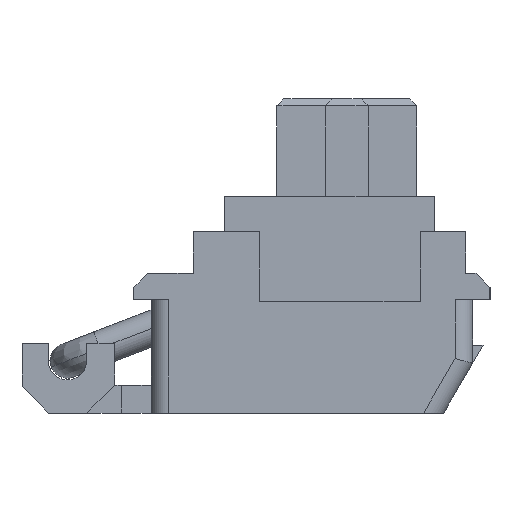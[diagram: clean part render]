
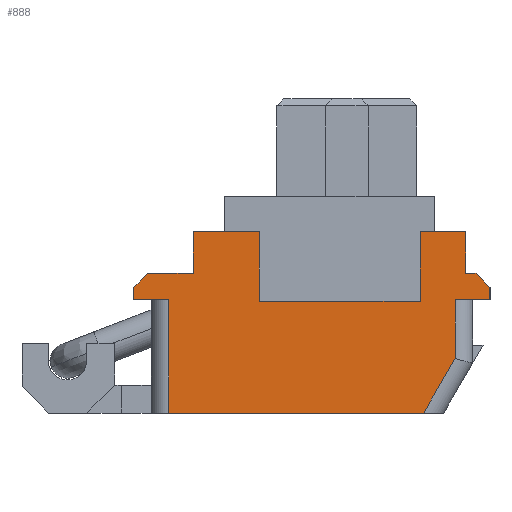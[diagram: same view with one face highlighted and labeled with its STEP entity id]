
A CAD part, left-side view. The second image highlights one B-rep face of the part: STEP entity #888.
In plain terms, the highlighted planar face has unit normal (-1, 0, 0).
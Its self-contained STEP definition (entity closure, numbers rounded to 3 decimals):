
#259=B_SPLINE_CURVE_WITH_KNOTS('',1,(#7211,#7212),.UNSPECIFIED.,.F.,.F.,
(2,2),(0.,3.25),.UNSPECIFIED.);
#260=B_SPLINE_CURVE_WITH_KNOTS('',1,(#7213,#7214),.UNSPECIFIED.,.F.,.F.,
(2,2),(0.,1.),.UNSPECIFIED.);
#261=B_SPLINE_CURVE_WITH_KNOTS('',1,(#7215,#7216),.UNSPECIFIED.,.F.,.F.,
(2,2),(0.,0.35),.UNSPECIFIED.);
#262=B_SPLINE_CURVE_WITH_KNOTS('',1,(#7217,#7218),.UNSPECIFIED.,.F.,.F.,
(2,2),(0.,1.3),.UNSPECIFIED.);
#263=B_SPLINE_CURVE_WITH_KNOTS('',1,(#7219,#7220),.UNSPECIFIED.,.F.,.F.,
(2,2),(0.,1.2),.UNSPECIFIED.);
#264=B_SPLINE_CURVE_WITH_KNOTS('',1,(#7221,#7222),.UNSPECIFIED.,.F.,.F.,
(2,2),(0.,1.9),.UNSPECIFIED.);
#265=B_SPLINE_CURVE_WITH_KNOTS('',1,(#7223,#7224),.UNSPECIFIED.,.F.,.F.,
(2,2),(0.,2.),.UNSPECIFIED.);
#266=B_SPLINE_CURVE_WITH_KNOTS('',1,(#7225,#7226),.UNSPECIFIED.,.F.,.F.,
(2,2),(0.,4.6),.UNSPECIFIED.);
#267=B_SPLINE_CURVE_WITH_KNOTS('',1,(#7227,#7228),.UNSPECIFIED.,.F.,.F.,
(2,2),(0.,2.),.UNSPECIFIED.);
#268=B_SPLINE_CURVE_WITH_KNOTS('',1,(#7229,#7230),.UNSPECIFIED.,.F.,.F.,
(2,2),(0.,1.3),.UNSPECIFIED.);
#269=B_SPLINE_CURVE_WITH_KNOTS('',1,(#7231,#7232),.UNSPECIFIED.,.F.,.F.,
(2,2),(1.6,1.95),.UNSPECIFIED.);
#270=B_SPLINE_CURVE_WITH_KNOTS('',1,(#7233,#7234),.UNSPECIFIED.,.F.,.F.,
(2,2),(1.903,9.2),.UNSPECIFIED.);
#271=B_SPLINE_CURVE_WITH_KNOTS('',1,(#7235,#7236),.UNSPECIFIED.,.F.,.F.,
(2,2),(0.,0.3),.UNSPECIFIED.);
#272=B_SPLINE_CURVE_WITH_KNOTS('',1,(#7237,#7238),.UNSPECIFIED.,.F.,.F.,
(2,2),(0.,1.),.UNSPECIFIED.);
#273=B_SPLINE_CURVE_WITH_KNOTS('',1,(#7239,#7240),.UNSPECIFIED.,.F.,.F.,
(2,2),(0.,1.686),.UNSPECIFIED.);
#274=B_SPLINE_CURVE_WITH_KNOTS('',1,(#7241,#7242),.UNSPECIFIED.,.F.,.F.,
(2,2),(0.,1.2),.UNSPECIFIED.);
#445=B_SPLINE_CURVE_WITH_KNOTS('',1,(#7653,#7654),.UNSPECIFIED.,.F.,.F.,
(2,2),(0.,0.566),.UNSPECIFIED.);
#497=B_SPLINE_CURVE_WITH_KNOTS('',1,(#7757,#7758),.UNSPECIFIED.,.F.,.F.,
(2,2),(-0.566,0.),.UNSPECIFIED.);
#888=ADVANCED_FACE('',(#1192),#4794,.T.);
#1192=FACE_OUTER_BOUND('',#1496,.T.);
#1496=EDGE_LOOP('',(#2232,#2233,#2234,#2235,#2236,#2237,#2238,#2239,#2240,
#2241,#2242,#2243,#2244,#2245,#2246,#2247,#2248,#2249,#2250));
#2232=ORIENTED_EDGE('',*,*,#3597,.F.);
#2233=ORIENTED_EDGE('',*,*,#3596,.F.);
#2234=ORIENTED_EDGE('',*,*,#3595,.F.);
#2235=ORIENTED_EDGE('',*,*,#3594,.F.);
#2236=ORIENTED_EDGE('',*,*,#3593,.F.);
#2237=ORIENTED_EDGE('',*,*,#3592,.F.);
#2238=ORIENTED_EDGE('',*,*,#3591,.F.);
#2239=ORIENTED_EDGE('',*,*,#3842,.F.);
#2240=ORIENTED_EDGE('',*,*,#3590,.F.);
#2241=ORIENTED_EDGE('',*,*,#3589,.F.);
#2242=ORIENTED_EDGE('',*,*,#3588,.F.);
#2243=ORIENTED_EDGE('',*,*,#3599,.F.);
#2244=ORIENTED_EDGE('',*,*,#3659,.T.);
#2245=ORIENTED_EDGE('',*,*,#3602,.F.);
#2246=ORIENTED_EDGE('',*,*,#3601,.F.);
#2247=ORIENTED_EDGE('',*,*,#3598,.F.);
#2248=ORIENTED_EDGE('',*,*,#3790,.F.);
#2249=ORIENTED_EDGE('',*,*,#3600,.F.);
#2250=ORIENTED_EDGE('',*,*,#3603,.F.);
#3588=EDGE_CURVE('',#4350,#4351,#259,.T.);
#3589=EDGE_CURVE('',#4351,#4352,#260,.T.);
#3590=EDGE_CURVE('',#4352,#4353,#261,.T.);
#3591=EDGE_CURVE('',#4354,#4355,#262,.T.);
#3592=EDGE_CURVE('',#4355,#4356,#263,.T.);
#3593=EDGE_CURVE('',#4356,#4357,#264,.T.);
#3594=EDGE_CURVE('',#4357,#4358,#265,.T.);
#3595=EDGE_CURVE('',#4358,#4359,#266,.T.);
#3596=EDGE_CURVE('',#4359,#4360,#267,.T.);
#3597=EDGE_CURVE('',#4360,#4361,#268,.T.);
#3598=EDGE_CURVE('',#4364,#4365,#269,.T.);
#3599=EDGE_CURVE('',#4368,#4350,#270,.T.);
#3600=EDGE_CURVE('',#4362,#4363,#271,.T.);
#3601=EDGE_CURVE('',#4365,#4366,#272,.T.);
#3602=EDGE_CURVE('',#4366,#4367,#273,.T.);
#3603=EDGE_CURVE('',#4361,#4362,#274,.T.);
#3659=EDGE_CURVE('',#4368,#4367,#4158,.T.);
#3790=EDGE_CURVE('',#4363,#4364,#445,.T.);
#3842=EDGE_CURVE('',#4353,#4354,#497,.T.);
#4158=(
BOUNDED_CURVE()
B_SPLINE_CURVE(1,(#7367,#7368),.UNSPECIFIED.,.F.,.F.)
B_SPLINE_CURVE_WITH_KNOTS((2,2),(-0.231,1.575),
 .UNSPECIFIED.)
CURVE()
GEOMETRIC_REPRESENTATION_ITEM()
RATIONAL_B_SPLINE_CURVE((1.,1.))
REPRESENTATION_ITEM('')
);
#4350=VERTEX_POINT('',#7037);
#4351=VERTEX_POINT('',#7038);
#4352=VERTEX_POINT('',#7039);
#4353=VERTEX_POINT('',#7040);
#4354=VERTEX_POINT('',#7041);
#4355=VERTEX_POINT('',#7042);
#4356=VERTEX_POINT('',#7043);
#4357=VERTEX_POINT('',#7044);
#4358=VERTEX_POINT('',#7045);
#4359=VERTEX_POINT('',#7046);
#4360=VERTEX_POINT('',#7047);
#4361=VERTEX_POINT('',#7048);
#4362=VERTEX_POINT('',#7049);
#4363=VERTEX_POINT('',#7050);
#4364=VERTEX_POINT('',#7051);
#4365=VERTEX_POINT('',#7052);
#4366=VERTEX_POINT('',#7053);
#4367=VERTEX_POINT('',#7054);
#4368=VERTEX_POINT('',#7055);
#4794=PLANE('',#5192);
#5192=AXIS2_PLACEMENT_3D('',#6938,#5495,$);
#5495=DIRECTION('',(-1.,0.,0.));
#6938=CARTESIAN_POINT('',(52.225,63.798,4.748));
#7037=CARTESIAN_POINT('',(52.225,73.1,4.8));
#7038=CARTESIAN_POINT('',(52.225,73.1,8.05));
#7039=CARTESIAN_POINT('',(52.225,74.1,8.05));
#7040=CARTESIAN_POINT('',(52.225,74.1,8.4));
#7041=CARTESIAN_POINT('',(52.225,73.7,8.8));
#7042=CARTESIAN_POINT('',(52.225,72.4,8.8));
#7043=CARTESIAN_POINT('',(52.225,72.4,10.));
#7044=CARTESIAN_POINT('',(52.225,70.5,10.));
#7045=CARTESIAN_POINT('',(52.225,70.5,8.));
#7046=CARTESIAN_POINT('',(52.225,65.9,8.));
#7047=CARTESIAN_POINT('',(52.225,65.9,10.));
#7048=CARTESIAN_POINT('',(52.225,64.6,10.));
#7049=CARTESIAN_POINT('',(52.225,64.6,8.8));
#7050=CARTESIAN_POINT('',(52.225,64.3,8.8));
#7051=CARTESIAN_POINT('',(52.225,63.9,8.4));
#7052=CARTESIAN_POINT('',(52.225,63.9,8.05));
#7053=CARTESIAN_POINT('',(52.225,64.9,8.05));
#7054=CARTESIAN_POINT('',(52.225,64.9,6.364));
#7055=CARTESIAN_POINT('',(52.225,65.803,4.8));
#7211=CARTESIAN_POINT('',(52.225,73.1,4.8));
#7212=CARTESIAN_POINT('',(52.225,73.1,8.05));
#7213=CARTESIAN_POINT('',(52.225,73.1,8.05));
#7214=CARTESIAN_POINT('',(52.225,74.1,8.05));
#7215=CARTESIAN_POINT('',(52.225,74.1,8.05));
#7216=CARTESIAN_POINT('',(52.225,74.1,8.4));
#7217=CARTESIAN_POINT('',(52.225,73.7,8.8));
#7218=CARTESIAN_POINT('',(52.225,72.4,8.8));
#7219=CARTESIAN_POINT('',(52.225,72.4,8.8));
#7220=CARTESIAN_POINT('',(52.225,72.4,10.));
#7221=CARTESIAN_POINT('',(52.225,72.4,10.));
#7222=CARTESIAN_POINT('',(52.225,70.5,10.));
#7223=CARTESIAN_POINT('',(52.225,70.5,10.));
#7224=CARTESIAN_POINT('',(52.225,70.5,8.));
#7225=CARTESIAN_POINT('',(52.225,70.5,8.));
#7226=CARTESIAN_POINT('',(52.225,65.9,8.));
#7227=CARTESIAN_POINT('',(52.225,65.9,8.));
#7228=CARTESIAN_POINT('',(52.225,65.9,10.));
#7229=CARTESIAN_POINT('',(52.225,65.9,10.));
#7230=CARTESIAN_POINT('',(52.225,64.6,10.));
#7231=CARTESIAN_POINT('',(52.225,63.9,8.4));
#7232=CARTESIAN_POINT('',(52.225,63.9,8.05));
#7233=CARTESIAN_POINT('',(52.225,65.803,4.8));
#7234=CARTESIAN_POINT('',(52.225,73.1,4.8));
#7235=CARTESIAN_POINT('',(52.225,64.6,8.8));
#7236=CARTESIAN_POINT('',(52.225,64.3,8.8));
#7237=CARTESIAN_POINT('',(52.225,63.9,8.05));
#7238=CARTESIAN_POINT('',(52.225,64.9,8.05));
#7239=CARTESIAN_POINT('',(52.225,64.9,8.05));
#7240=CARTESIAN_POINT('',(52.225,64.9,6.364));
#7241=CARTESIAN_POINT('',(52.225,64.6,10.));
#7242=CARTESIAN_POINT('',(52.225,64.6,8.8));
#7367=CARTESIAN_POINT('',(52.225,65.803,4.8));
#7368=CARTESIAN_POINT('',(52.225,64.9,6.364));
#7653=CARTESIAN_POINT('',(52.225,64.3,8.8));
#7654=CARTESIAN_POINT('',(52.225,63.9,8.4));
#7757=CARTESIAN_POINT('',(52.225,74.1,8.4));
#7758=CARTESIAN_POINT('',(52.225,73.7,8.8));
